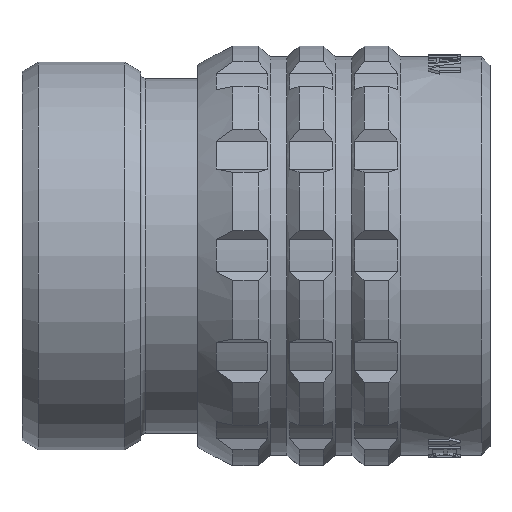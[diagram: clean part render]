
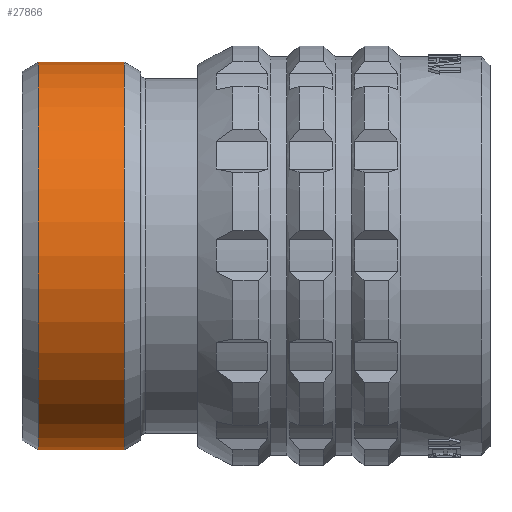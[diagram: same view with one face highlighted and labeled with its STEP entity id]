
A CAD part, top view. The second image highlights one B-rep face of the part: STEP entity #27866.
In plain terms, the highlighted cylindrical face has radius 11.925 mm (diameter 23.85 mm), a partial arc.
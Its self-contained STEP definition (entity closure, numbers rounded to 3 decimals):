
#7292=CARTESIAN_POINT('',(1.385,13.,-13.));
#7293=DIRECTION('',(1.,0.,0.));
#7294=DIRECTION('',(0.,1.,0.));
#7295=AXIS2_PLACEMENT_3D('',#7292,#7293,#7294);
#7297=CARTESIAN_POINT('',(6.685,13.,-13.));
#7298=DIRECTION('',(1.,0.,0.));
#7299=DIRECTION('',(0.,1.,0.));
#7300=AXIS2_PLACEMENT_3D('',#7297,#7298,#7299);
#7302=DIRECTION('',(-1.,0.,0.));
#7303=VECTOR('',#7302,5.3);
#7304=CARTESIAN_POINT('',(6.685,24.925,-13.));
#7305=LINE('1175',#7304,#7303);
#7306=DIRECTION('',(-1.,0.,0.));
#7307=VECTOR('',#7306,5.3);
#7308=CARTESIAN_POINT('',(6.685,1.075,-13.));
#7309=LINE('1181',#7308,#7307);
#17124=CARTESIAN_POINT('',(6.685,24.925,-13.));
#17126=VERTEX_POINT('',#17124);
#17127=CARTESIAN_POINT('',(1.385,24.925,-13.));
#17128=VERTEX_POINT('',#17127);
#17136=CARTESIAN_POINT('',(6.685,1.075,-13.));
#17138=VERTEX_POINT('',#17136);
#17139=CARTESIAN_POINT('',(1.385,1.075,-13.));
#17140=VERTEX_POINT('',#17139);
#27852=CARTESIAN_POINT('',(-1.055,13.,-13.));
#27853=DIRECTION('',(1.,0.,0.));
#27854=DIRECTION('',(0.,-1.,0.));
#27855=AXIS2_PLACEMENT_3D('',#27852,#27853,#27854);
#27856=CYLINDRICAL_SURFACE('278',#27855,11.925);
#27858=ORIENTED_EDGE('1175',*,*,#27857,.F.);
#27860=ORIENTED_EDGE('1193',*,*,#27859,.T.);
#27862=ORIENTED_EDGE('1181',*,*,#27861,.T.);
#27863=ORIENTED_EDGE('1194',*,*,#27838,.F.);
#27864=EDGE_LOOP('278',(#27858,#27860,#27862,#27863));
#27865=FACE_OUTER_BOUND('278',#27864,.F.);
#7296=CIRCLE('1194',#7295,11.925);
#7301=CIRCLE('1193',#7300,11.925);
#27838=EDGE_CURVE('1194',#17128,#17140,#7296,.T.);
#27857=EDGE_CURVE('1175',#17126,#17128,#7305,.T.);
#27859=EDGE_CURVE('1193',#17126,#17138,#7301,.T.);
#27861=EDGE_CURVE('1181',#17138,#17140,#7309,.T.);
#27866=ADVANCED_FACE('278',(#27865),#27856,.T.);
